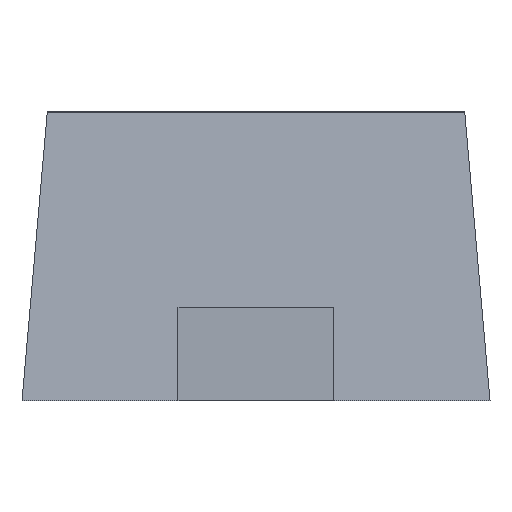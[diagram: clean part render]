
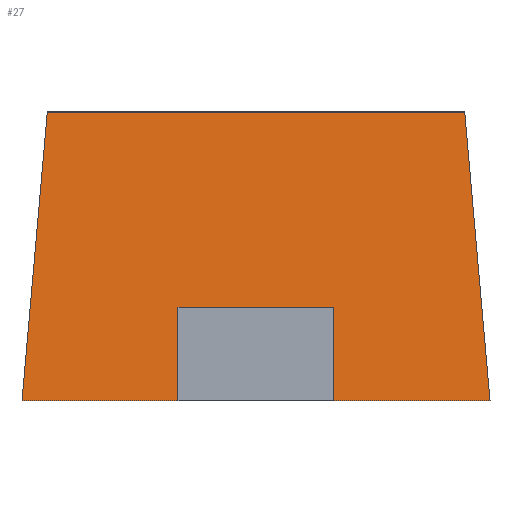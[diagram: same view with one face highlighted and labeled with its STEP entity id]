
A CAD part, left-side view. The second image highlights one B-rep face of the part: STEP entity #27.
In plain terms, the highlighted planar face has unit normal (-0.996, 0, 0.087).
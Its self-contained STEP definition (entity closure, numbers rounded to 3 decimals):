
#1 = CARTESIAN_POINT ( 'NONE',  ( -0.368, -0.268, 0.37 ) ) ;
#10 = EDGE_CURVE ( 'NONE', #159, #77, #565, .T. ) ;
#16 = DIRECTION ( 'NONE',  ( -0.087, -0.087, -0.992 ) ) ;
#27 = ADVANCED_FACE ( 'NONE', ( #531 ), #369, .T. ) ;
#32 = VECTOR ( 'NONE', #375, 1000. ) ;
#77 = VERTEX_POINT ( 'NONE', #469 ) ;
#80 = LINE ( 'NONE', #84, #32 ) ;
#84 = CARTESIAN_POINT ( 'NONE',  ( -0.4, -0.3, 0. ) ) ;
#145 = CARTESIAN_POINT ( 'NONE',  ( -0.4, 0.3, 0. ) ) ;
#150 = ORIENTED_EDGE ( 'NONE', *, *, #632, .F. ) ;
#153 = VECTOR ( 'NONE', #707, 1000. ) ;
#159 = VERTEX_POINT ( 'NONE', #1 ) ;
#162 = EDGE_CURVE ( 'NONE', #521, #413, #436, .T. ) ;
#223 = CARTESIAN_POINT ( 'NONE',  ( -0.368, 0.268, 0.37 ) ) ;
#225 = ORIENTED_EDGE ( 'NONE', *, *, #162, .T. ) ;
#254 = ORIENTED_EDGE ( 'NONE', *, *, #10, .F. ) ;
#271 = CARTESIAN_POINT ( 'NONE',  ( -0.368, 0., 0.37 ) ) ;
#340 = AXIS2_PLACEMENT_3D ( 'NONE', #581, #700, #694 ) ;
#369 = PLANE ( 'NONE',  #340 ) ;
#375 = DIRECTION ( 'NONE',  ( 0., -1., 0. ) ) ;
#390 = DIRECTION ( 'NONE',  ( 0., -1., 0. ) ) ;
#413 = VERTEX_POINT ( 'NONE', #145 ) ;
#436 = LINE ( 'NONE', #552, #153 ) ;
#444 = LINE ( 'NONE', #271, #578 ) ;
#446 = EDGE_CURVE ( 'NONE', #413, #77, #80, .T. ) ;
#469 = CARTESIAN_POINT ( 'NONE',  ( -0.4, -0.3, 0. ) ) ;
#511 = CARTESIAN_POINT ( 'NONE',  ( -0.4, -0.3, 0. ) ) ;
#521 = VERTEX_POINT ( 'NONE', #223 ) ;
#531 = FACE_OUTER_BOUND ( 'NONE', #699, .T. ) ;
#552 = CARTESIAN_POINT ( 'NONE',  ( -0.395, 0.295, 0.052 ) ) ;
#565 = LINE ( 'NONE', #511, #683 ) ;
#578 = VECTOR ( 'NONE', #390, 1000. ) ;
#581 = CARTESIAN_POINT ( 'NONE',  ( -0.4, -0.3, 0. ) ) ;
#632 = EDGE_CURVE ( 'NONE', #521, #159, #444, .T. ) ;
#683 = VECTOR ( 'NONE', #16, 1000. ) ;
#694 = DIRECTION ( 'NONE',  ( 0.087, 0., 0.996 ) ) ;
#699 = EDGE_LOOP ( 'NONE', ( #706, #254, #150, #225 ) ) ;
#700 = DIRECTION ( 'NONE',  ( -0.996, 0., 0.087 ) ) ;
#706 = ORIENTED_EDGE ( 'NONE', *, *, #446, .T. ) ;
#707 = DIRECTION ( 'NONE',  ( -0.087, 0.087, -0.992 ) ) ;
